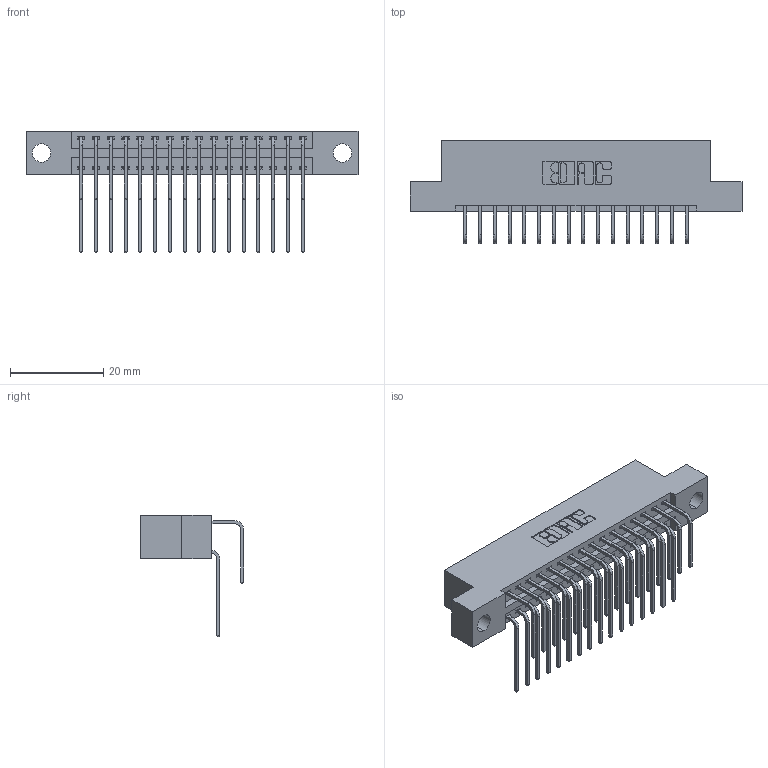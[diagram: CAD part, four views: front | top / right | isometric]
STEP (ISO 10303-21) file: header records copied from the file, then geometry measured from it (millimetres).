
FILE_DESCRIPTION (( 'STEP AP203' ), '1' );
FILE_NAME ('396-032-558-204.STEP', '2018-09-05T11:49:53', ( '' ), ( '' ), 'SwSTEP 2.0', 'SolidWorks 2016', '' );
FILE_SCHEMA (( 'CONFIG_CONTROL_DESIGN' ));
Length unit declared in the file: inch
Products named in the file (4): 345-292-001_558 Tail - 2; 396-032-558-204; 346 Part_Flush Mounting Lugs - 0.156 Dia-TH; 345-292-001_558 559 Tail - 1
Assembly tree (33 placements, depth 2):
  396-032-558-204
    346 Part_Flush Mounting Lugs - 0.156 Dia-TH
    345-292-001_558 559 Tail - 1  x16
    345-292-001_558 Tail - 2  x16
Bounding box: 71.37 x 22.16 x 26.16 mm (x, y, z)
Volume: 6854.7 mm3; surface area: 9712.5 mm2
Topology: 33 solids, 33 shells, 1850 faces, 5481 edges, 3610 vertices
Faces by surface type: plane 1260, cylinder 590
Entity records: 15729 total; most frequent: CARTESIAN_POINT 2679, ORIENTED_EDGE 2562, DIRECTION 2385, EDGE_CURVE 1281, LINE 1045, VECTOR 1045, VERTEX_POINT 850, AXIS2_PLACEMENT_3D 670
